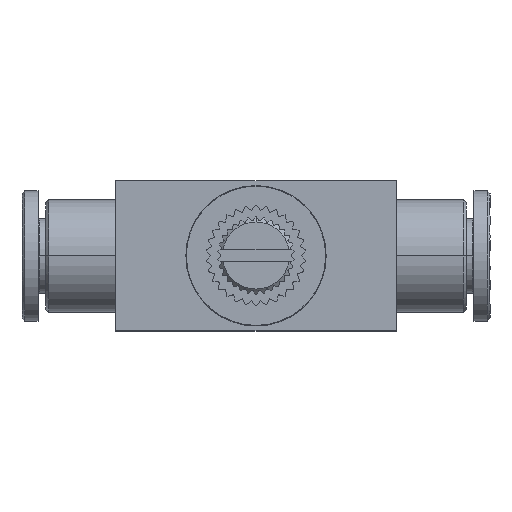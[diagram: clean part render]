
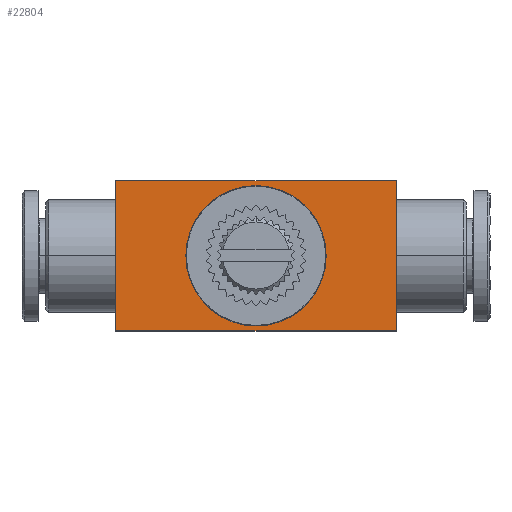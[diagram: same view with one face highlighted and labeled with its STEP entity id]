
A CAD part, top view. The second image highlights one B-rep face of the part: STEP entity #22804.
In plain terms, the highlighted planar face has unit normal (0, 0, 1).
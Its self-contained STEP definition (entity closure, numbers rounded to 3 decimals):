
#493 = VECTOR ( 'NONE', #10711, 1000. ) ;
#856 = LINE ( 'NONE', #3829, #493 ) ;
#1320 = CARTESIAN_POINT ( 'NONE',  ( -3., 5.5, 11.75 ) ) ;
#1724 = LINE ( 'NONE', #4233, #27441 ) ;
#1793 = EDGE_CURVE ( 'NONE', #23310, #25732, #12865, .T. ) ;
#3040 = CARTESIAN_POINT ( 'NONE',  ( 4., 5.5, 11.75 ) ) ;
#3533 = EDGE_CURVE ( 'NONE', #27896, #5507, #8470, .T. ) ;
#3635 = DIRECTION ( 'NONE',  ( 1., 0., 0. ) ) ;
#3829 = CARTESIAN_POINT ( 'NONE',  ( -10., 5.5, 11.75 ) ) ;
#4233 = CARTESIAN_POINT ( 'NONE',  ( 4., 13., 11.75 ) ) ;
#4470 = CARTESIAN_POINT ( 'NONE',  ( 4., 5.5, 11.75 ) ) ;
#4923 = ORIENTED_EDGE ( 'NONE', *, *, #23519, .T. ) ;
#5100 = DIRECTION ( 'NONE',  ( 0., 1., 0. ) ) ;
#5507 = VERTEX_POINT ( 'NONE', #19101 ) ;
#6019 = DIRECTION ( 'NONE',  ( 0., 0., 1. ) ) ;
#7046 = EDGE_LOOP ( 'NONE', ( #16394, #24137 ) ) ;
#8470 = LINE ( 'NONE', #9066, #13824 ) ;
#9066 = CARTESIAN_POINT ( 'NONE',  ( 4., -2., 11.75 ) ) ;
#9732 = ORIENTED_EDGE ( 'NONE', *, *, #18224, .T. ) ;
#10428 = LINE ( 'NONE', #16305, #23595 ) ;
#10711 = DIRECTION ( 'NONE',  ( 0., -1., 0. ) ) ;
#11003 = VERTEX_POINT ( 'NONE', #29559 ) ;
#11285 = DIRECTION ( 'NONE',  ( -1., 0., 0. ) ) ;
#12146 = AXIS2_PLACEMENT_3D ( 'NONE', #21905, #6019, #3635 ) ;
#12465 = ORIENTED_EDGE ( 'NONE', *, *, #3533, .F. ) ;
#12718 = DIRECTION ( 'NONE',  ( 1., 0., 0. ) ) ;
#12865 = CIRCLE ( 'NONE', #24124, 7. ) ;
#13240 = CARTESIAN_POINT ( 'NONE',  ( 11., 5.5, 11.75 ) ) ;
#13788 = VERTEX_POINT ( 'NONE', #16701 ) ;
#13824 = VECTOR ( 'NONE', #11285, 1000. ) ;
#14428 = EDGE_CURVE ( 'NONE', #25732, #23310, #24295, .T. ) ;
#15761 = CARTESIAN_POINT ( 'NONE',  ( 18., -2., 11.75 ) ) ;
#15948 = DIRECTION ( 'NONE',  ( 0., 0., -1. ) ) ;
#16305 = CARTESIAN_POINT ( 'NONE',  ( 18., 5.5, 11.75 ) ) ;
#16394 = ORIENTED_EDGE ( 'NONE', *, *, #1793, .T. ) ;
#16701 = CARTESIAN_POINT ( 'NONE',  ( -10., 13., 11.75 ) ) ;
#17298 = PLANE ( 'NONE',  #12146 ) ;
#17570 = AXIS2_PLACEMENT_3D ( 'NONE', #4470, #15948, #20451 ) ;
#18224 = EDGE_CURVE ( 'NONE', #13788, #5507, #856, .T. ) ;
#18668 = FACE_BOUND ( 'NONE', #7046, .T. ) ;
#19009 = DIRECTION ( 'NONE',  ( 0., 0., -1. ) ) ;
#19101 = CARTESIAN_POINT ( 'NONE',  ( -10., -2., 11.75 ) ) ;
#20395 = DIRECTION ( 'NONE',  ( -1., 0., 0. ) ) ;
#20451 = DIRECTION ( 'NONE',  ( 1., 0., 0. ) ) ;
#21535 = FACE_OUTER_BOUND ( 'NONE', #24549, .T. ) ;
#21576 = ORIENTED_EDGE ( 'NONE', *, *, #25822, .T. ) ;
#21905 = CARTESIAN_POINT ( 'NONE',  ( 18., 5.5, 11.75 ) ) ;
#22804 = ADVANCED_FACE ( 'NONE', ( #18668, #21535 ), #17298, .T. ) ;
#23310 = VERTEX_POINT ( 'NONE', #13240 ) ;
#23519 = EDGE_CURVE ( 'NONE', #27896, #11003, #10428, .T. ) ;
#23595 = VECTOR ( 'NONE', #5100, 1000. ) ;
#24124 = AXIS2_PLACEMENT_3D ( 'NONE', #3040, #19009, #12718 ) ;
#24137 = ORIENTED_EDGE ( 'NONE', *, *, #14428, .T. ) ;
#24295 = CIRCLE ( 'NONE', #17570, 7. ) ;
#24549 = EDGE_LOOP ( 'NONE', ( #21576, #9732, #12465, #4923 ) ) ;
#25732 = VERTEX_POINT ( 'NONE', #1320 ) ;
#25822 = EDGE_CURVE ( 'NONE', #11003, #13788, #1724, .T. ) ;
#27441 = VECTOR ( 'NONE', #20395, 1000. ) ;
#27896 = VERTEX_POINT ( 'NONE', #15761 ) ;
#29559 = CARTESIAN_POINT ( 'NONE',  ( 18., 13., 11.75 ) ) ;
